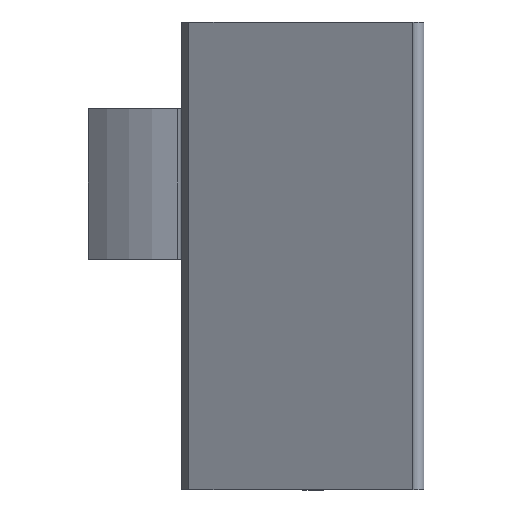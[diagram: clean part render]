
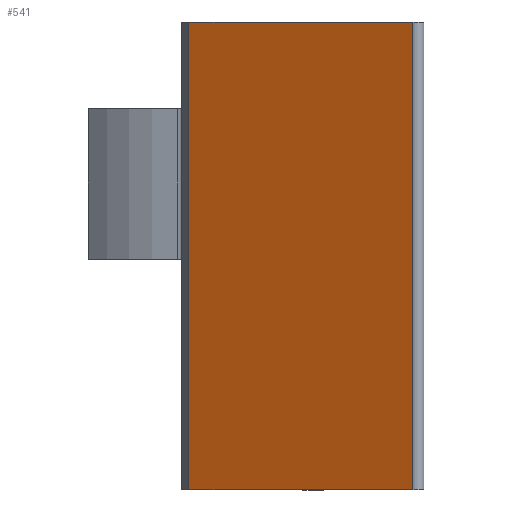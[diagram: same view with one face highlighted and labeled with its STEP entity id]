
A CAD part, left-side view. The second image highlights one B-rep face of the part: STEP entity #541.
In plain terms, the highlighted planar face has unit normal (-0.876, 0.481, 0).
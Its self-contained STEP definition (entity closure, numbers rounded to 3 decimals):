
#29=FACE_OUTER_BOUND('',#58,.T.);
#58=EDGE_LOOP('',(#411,#412,#413,#414));
#95=LINE('',#805,#161);
#96=LINE('',#808,#162);
#100=LINE('',#818,#166);
#117=LINE('',#855,#183);
#161=VECTOR('',#642,10.);
#162=VECTOR('',#645,10.);
#166=VECTOR('',#655,10.);
#183=VECTOR('',#684,10.);
#225=VERTEX_POINT('',#770);
#242=VERTEX_POINT('',#803);
#243=VERTEX_POINT('',#807);
#246=VERTEX_POINT('',#817);
#294=EDGE_CURVE('',#242,#225,#95,.T.);
#295=EDGE_CURVE('',#243,#225,#96,.T.);
#300=EDGE_CURVE('',#243,#246,#100,.T.);
#319=EDGE_CURVE('',#246,#242,#117,.T.);
#411=ORIENTED_EDGE('',*,*,#295,.T.);
#412=ORIENTED_EDGE('',*,*,#294,.F.);
#413=ORIENTED_EDGE('',*,*,#319,.F.);
#414=ORIENTED_EDGE('',*,*,#300,.F.);
#515=PLANE('',#590);
#541=ADVANCED_FACE('',(#29),#515,.T.);
#590=AXIS2_PLACEMENT_3D('',#854,#682,#683);
#642=DIRECTION('',(-0.481,-0.877,0.));
#645=DIRECTION('',(0.,0.,1.));
#655=DIRECTION('',(0.481,0.877,0.));
#682=DIRECTION('center_axis',(-0.877,0.481,0.));
#683=DIRECTION('ref_axis',(-0.481,-0.877,0.));
#684=DIRECTION('',(0.,0.,1.));
#770=CARTESIAN_POINT('',(-43.976,411.789,32.));
#803=CARTESIAN_POINT('',(-27.686,441.453,32.));
#805=CARTESIAN_POINT('',(-32.131,433.358,32.));
#807=CARTESIAN_POINT('',(-43.976,411.789,-30.));
#808=CARTESIAN_POINT('',(-43.976,411.789,30.));
#817=CARTESIAN_POINT('',(-27.686,441.453,-30.));
#818=CARTESIAN_POINT('',(-45.699,408.652,-30.));
#854=CARTESIAN_POINT('Origin',(-27.686,441.453,-30.));
#855=CARTESIAN_POINT('',(-27.686,441.453,30.));
